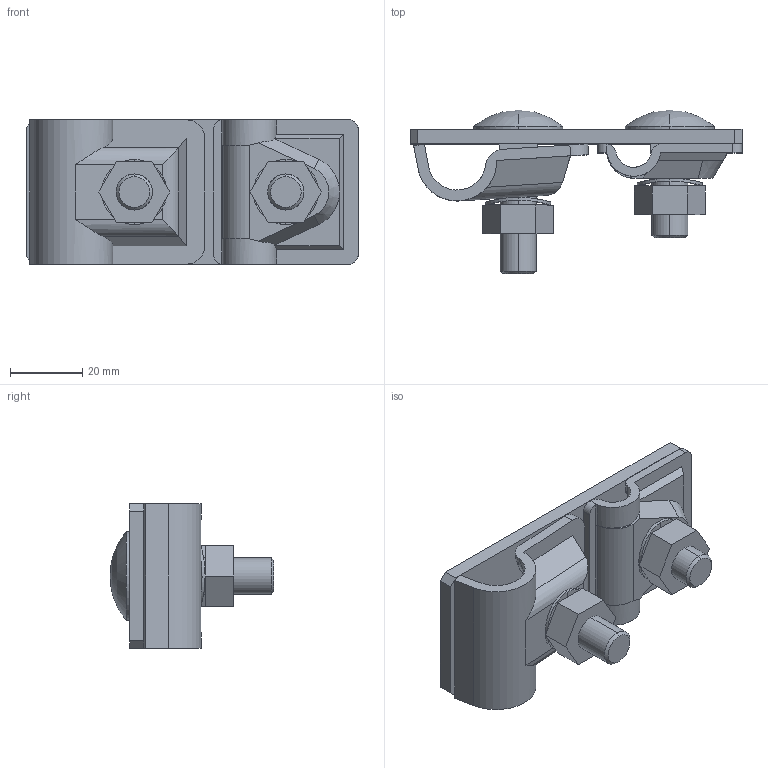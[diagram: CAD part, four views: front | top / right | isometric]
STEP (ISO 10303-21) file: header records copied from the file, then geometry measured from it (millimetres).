
FILE_DESCRIPTION((''),'2;1');
FILE_NAME('5408026_ASM','2014-11-17T',('AndreasKeweloh'),(''),'PRO/ENGINEER BY PARAMETRIC TECHNOLOGY CORPORATION, 2014000','PRO/ENGINEER BY PARAMETRIC TECHNOLOGY CORPORATION, 2014000','');
FILE_SCHEMA(('CONFIG_CONTROL_DESIGN'));
Length unit declared in the file: millimetre
Products named in the file (8): SECHSKANTMUTTER_DIN_934-M10_2; OBERTEIL; FEDERSCHEIBE-DIN137-M10_2; FLACHRUNDSCHRAUBE_DIN_603-90240; FLACHRUNDSCHRAUBE_DIN_603-82190; KLEMMBOCK_RD16; PLATTE; 5408026_ASM
Assembly tree (9 placements, depth 2):
  5408026_ASM
    SECHSKANTMUTTER_DIN_934-M10_2  x2
    OBERTEIL
    FEDERSCHEIBE-DIN137-M10_2  x2
    FLACHRUNDSCHRAUBE_DIN_603-90240
    FLACHRUNDSCHRAUBE_DIN_603-82190
    KLEMMBOCK_RD16
    PLATTE
Bounding box: 92 x 45.38 x 40 mm (x, y, z)
Volume: 38376.7 mm3; surface area: 25938.6 mm2
Topology: 9 solids, 9 shells, 198 faces, 512 edges, 330 vertices
Faces by surface type: plane 106, cylinder 70, bspline 12, cone 6, sphere 4
Entity records: 8549 total; most frequent: CARTESIAN_POINT 4099, ORIENTED_EDGE 922, DIRECTION 835, EDGE_CURVE 461, VERTEX_POINT 301, AXIS2_PLACEMENT_3D 279, VECTOR 277, LINE 277
